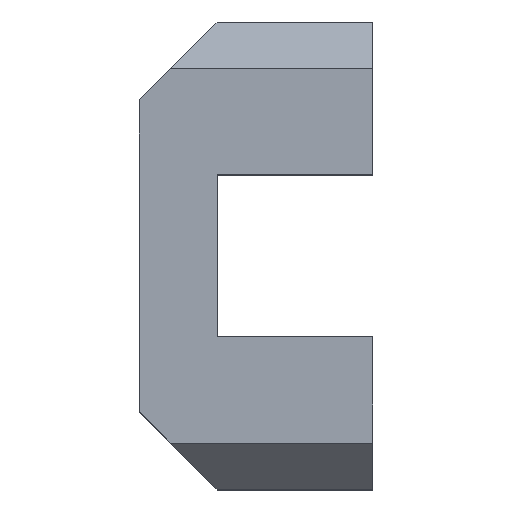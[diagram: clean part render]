
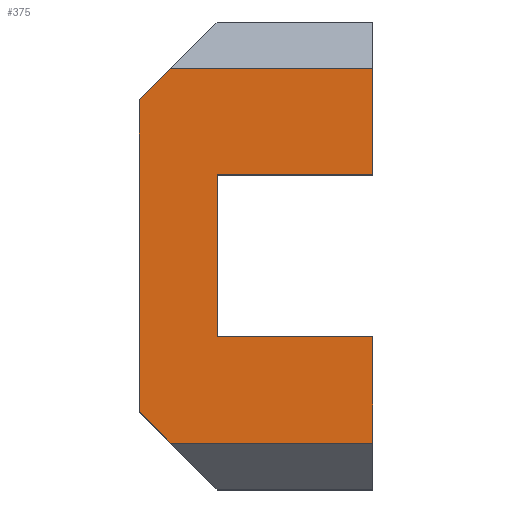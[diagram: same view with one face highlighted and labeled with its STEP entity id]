
A CAD part, top view. The second image highlights one B-rep face of the part: STEP entity #375.
In plain terms, the highlighted planar face has unit normal (0, 0, 1).
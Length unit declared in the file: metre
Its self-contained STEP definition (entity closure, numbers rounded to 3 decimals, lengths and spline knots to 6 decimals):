
#46=ORIENTED_EDGE('',*,*,#149,.T.);
#47=ORIENTED_EDGE('',*,*,#150,.T.);
#48=ORIENTED_EDGE('',*,*,#151,.T.);
#49=ORIENTED_EDGE('',*,*,#152,.T.);
#50=ORIENTED_EDGE('',*,*,#128,.T.);
#51=ORIENTED_EDGE('',*,*,#153,.F.);
#52=ORIENTED_EDGE('',*,*,#154,.T.);
#53=ORIENTED_EDGE('',*,*,#155,.T.);
#54=ORIENTED_EDGE('',*,*,#156,.T.);
#55=ORIENTED_EDGE('',*,*,#157,.F.);
#128=EDGE_CURVE('',#181,#179,#216,.T.);
#149=EDGE_CURVE('',#200,#201,#236,.T.);
#150=EDGE_CURVE('',#201,#202,#237,.T.);
#151=EDGE_CURVE('',#202,#203,#238,.T.);
#152=EDGE_CURVE('',#203,#181,#239,.T.);
#153=EDGE_CURVE('',#204,#179,#240,.T.);
#154=EDGE_CURVE('',#204,#205,#241,.T.);
#155=EDGE_CURVE('',#205,#206,#242,.T.);
#156=EDGE_CURVE('',#206,#207,#243,.F.);
#157=EDGE_CURVE('',#200,#207,#244,.T.);
#179=VERTEX_POINT('',#533);
#181=VERTEX_POINT('',#536);
#200=VERTEX_POINT('',#580);
#201=VERTEX_POINT('',#581);
#202=VERTEX_POINT('',#583);
#203=VERTEX_POINT('',#585);
#204=VERTEX_POINT('',#588);
#205=VERTEX_POINT('',#590);
#206=VERTEX_POINT('',#592);
#207=VERTEX_POINT('',#594);
#216=LINE('',#535,#260);
#236=LINE('',#579,#280);
#237=LINE('',#582,#281);
#238=LINE('',#584,#282);
#239=LINE('',#586,#283);
#240=LINE('',#587,#284);
#241=LINE('',#589,#285);
#242=LINE('',#591,#286);
#243=LINE('',#593,#287);
#244=LINE('',#595,#288);
#260=VECTOR('',#435,1.);
#280=VECTOR('',#465,1.);
#281=VECTOR('',#466,1.);
#282=VECTOR('',#467,1.);
#283=VECTOR('',#468,1.);
#284=VECTOR('',#469,1.);
#285=VECTOR('',#470,1.);
#286=VECTOR('',#471,1.);
#287=VECTOR('',#472,1.);
#288=VECTOR('',#473,1.);
#308=EDGE_LOOP('',(#46,#47,#48,#49,#50,#51,#52,#53,#54,#55));
#334=FACE_BOUND('',#308,.T.);
#359=PLANE('',#408);
#375=ADVANCED_FACE('',(#334),#359,.T.);
#408=AXIS2_PLACEMENT_3D('',#578,#463,#464);
#435=DIRECTION('',(0.,1.,0.));
#463=DIRECTION('',(0.,0.,1.));
#464=DIRECTION('',(1.,0.,0.));
#465=DIRECTION('',(0.707,-0.707,0.));
#466=DIRECTION('',(1.,0.,0.));
#467=DIRECTION('',(0.,1.,0.));
#468=DIRECTION('',(-1.,0.,0.));
#469=DIRECTION('',(-1.,0.,0.));
#470=DIRECTION('',(0.,1.,0.));
#471=DIRECTION('',(-1.,0.,0.));
#472=DIRECTION('',(0.707,0.707,0.));
#473=DIRECTION('',(0.,1.,0.));
#533=CARTESIAN_POINT('',(0.005,0.0202,0.01));
#535=CARTESIAN_POINT('',(0.005,0.015,0.01));
#536=CARTESIAN_POINT('',(0.005,0.0098,0.01));
#578=CARTESIAN_POINT('',(0.005,0.015,0.01));
#579=CARTESIAN_POINT('',(-0.0025,0.0075,0.01));
#580=CARTESIAN_POINT('',(0.,0.005,0.01));
#581=CARTESIAN_POINT('',(0.002,0.003,0.01));
#582=CARTESIAN_POINT('',(0.005,0.003,0.01));
#583=CARTESIAN_POINT('',(0.015,0.003,0.01));
#584=CARTESIAN_POINT('',(0.015,0.015,0.01));
#585=CARTESIAN_POINT('',(0.015,0.0098,0.01));
#586=CARTESIAN_POINT('',(0.015,0.0098,0.01));
#587=CARTESIAN_POINT('',(0.015,0.0202,0.01));
#588=CARTESIAN_POINT('',(0.015,0.0202,0.01));
#589=CARTESIAN_POINT('',(0.015,0.015,0.01));
#590=CARTESIAN_POINT('',(0.015,0.027,0.01));
#591=CARTESIAN_POINT('',(0.005,0.027,0.01));
#592=CARTESIAN_POINT('',(0.002,0.027,0.01));
#593=CARTESIAN_POINT('',(-0.0025,0.0225,0.01));
#594=CARTESIAN_POINT('',(0.,0.025,0.01));
#595=CARTESIAN_POINT('',(0.,0.015,0.01));
